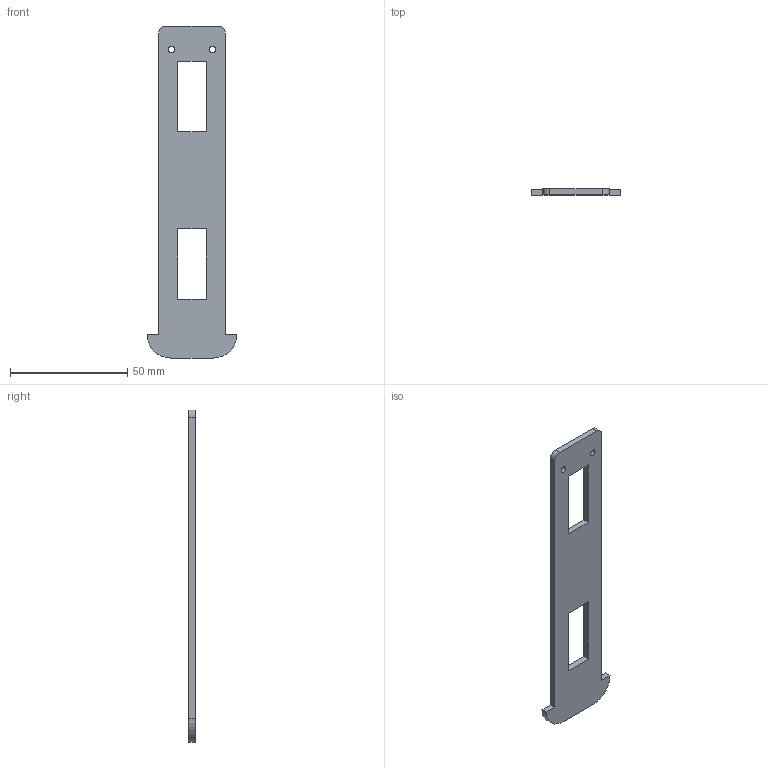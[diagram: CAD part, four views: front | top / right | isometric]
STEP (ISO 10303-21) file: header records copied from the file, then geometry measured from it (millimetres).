
FILE_DESCRIPTION(/* description */ (''),/* implementation_level */ '2;1');
FILE_NAME(/* name */ 'moter_holder.stp',/* time_stamp */ '2020-03-09T20:48:16+09:00',/* author */ ('k0522'),/* organization */ (''),/* preprocessor_version */ 'ST-DEVELOPER v18',/* originating_system */ 'Autodesk Inventor 2020',/* authorisation */ '');
FILE_SCHEMA (('AUTOMOTIVE_DESIGN { 1 0 10303 214 3 1 1 }'));
Length unit declared in the file: millimetre
Products named in the file (1): moter_holder
Bounding box: 38.3 x 2.7 x 141.35 mm (x, y, z)
Volume: 8945 mm3; surface area: 8066.9 mm2
Topology: 1 solids, 1 shells, 22 faces, 62 edges, 42 vertices
Faces by surface type: plane 16, cylinder 6
Full cylindrical faces by diameter (mm): 2.7 x2
Entity records: 773 total; most frequent: CARTESIAN_POINT 127, ORIENTED_EDGE 124, DIRECTION 122, EDGE_CURVE 62, LINE 48, VECTOR 48, VERTEX_POINT 42, AXIS2_PLACEMENT_3D 37
